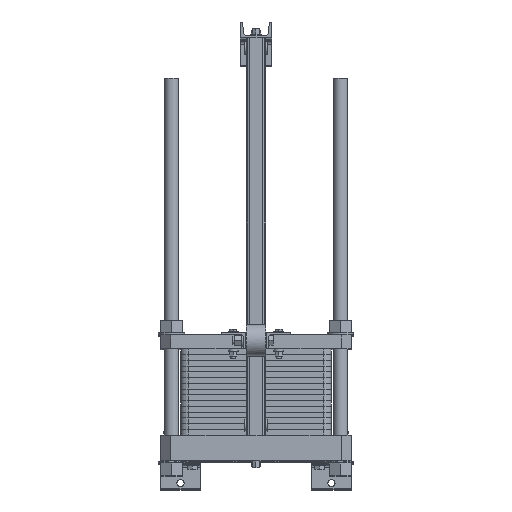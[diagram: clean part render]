
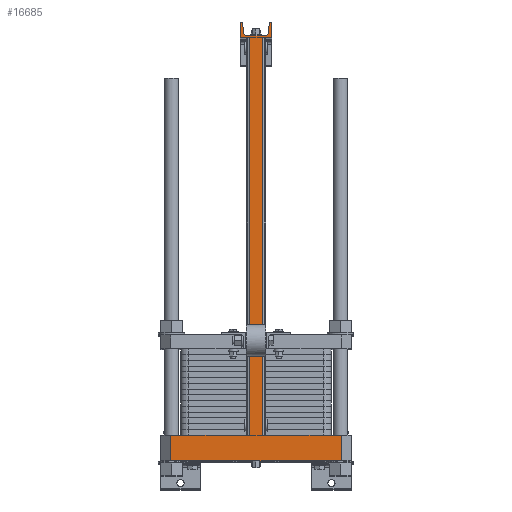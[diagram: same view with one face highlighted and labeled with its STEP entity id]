
A CAD part, top view. The second image highlights one B-rep face of the part: STEP entity #16685.
In plain terms, the highlighted planar face has unit normal (0, 0, 1).
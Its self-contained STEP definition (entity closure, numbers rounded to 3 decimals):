
#1554=LINE('',#24927,#3372);
#1568=LINE('',#25057,#3386);
#1569=LINE('',#25059,#3387);
#1570=LINE('',#25061,#3388);
#1571=LINE('',#25063,#3389);
#1572=LINE('',#25065,#3390);
#1573=LINE('',#25067,#3391);
#1574=LINE('',#25069,#3392);
#1575=LINE('',#25071,#3393);
#1576=LINE('',#25073,#3394);
#1577=LINE('',#25077,#3395);
#1578=LINE('',#25081,#3396);
#1579=LINE('',#25085,#3397);
#1580=LINE('',#25089,#3398);
#1581=LINE('',#25091,#3399);
#1582=LINE('',#25092,#3400);
#3372=VECTOR('',#19465,1.);
#3386=VECTOR('',#19553,10.);
#3387=VECTOR('',#19554,10.);
#3388=VECTOR('',#19555,10.);
#3389=VECTOR('',#19556,10.);
#3390=VECTOR('',#19557,10.);
#3391=VECTOR('',#19558,10.);
#3392=VECTOR('',#19559,10.);
#3393=VECTOR('',#19560,10.);
#3394=VECTOR('',#19561,10.);
#3395=VECTOR('',#19564,10.);
#3396=VECTOR('',#19567,10.);
#3397=VECTOR('',#19570,10.);
#3398=VECTOR('',#19573,10.);
#3399=VECTOR('',#19574,10.);
#3400=VECTOR('',#19575,10.);
#5166=PLANE('',#17640);
#6150=FACE_OUTER_BOUND('',#7043,.T.);
#7043=EDGE_LOOP('',(#12639,#12640,#12641,#12642,#12643,#12644,#12645,#12646,
#12647,#12648,#12649,#12650,#12651,#12652,#12653,#12654,#12655,#12656,#12657,
#12658));
#8237=CIRCLE('',#17641,4.);
#8238=CIRCLE('',#17642,8.);
#8239=CIRCLE('',#17643,8.);
#8240=CIRCLE('',#17644,4.);
#9111=VERTEX_POINT('',#24924);
#9112=VERTEX_POINT('',#24926);
#9143=VERTEX_POINT('',#25056);
#9144=VERTEX_POINT('',#25058);
#9145=VERTEX_POINT('',#25060);
#9146=VERTEX_POINT('',#25062);
#9147=VERTEX_POINT('',#25064);
#9148=VERTEX_POINT('',#25066);
#9149=VERTEX_POINT('',#25068);
#9150=VERTEX_POINT('',#25070);
#9151=VERTEX_POINT('',#25072);
#9152=VERTEX_POINT('',#25074);
#9153=VERTEX_POINT('',#25076);
#9154=VERTEX_POINT('',#25078);
#9155=VERTEX_POINT('',#25080);
#9156=VERTEX_POINT('',#25082);
#9157=VERTEX_POINT('',#25084);
#9158=VERTEX_POINT('',#25086);
#9159=VERTEX_POINT('',#25088);
#9160=VERTEX_POINT('',#25090);
#10523=EDGE_CURVE('',#9112,#9111,#1554,.T.);
#10563=EDGE_CURVE('',#9111,#9143,#1568,.T.);
#10564=EDGE_CURVE('',#9143,#9144,#1569,.T.);
#10565=EDGE_CURVE('',#9145,#9144,#1570,.T.);
#10566=EDGE_CURVE('',#9146,#9145,#1571,.T.);
#10567=EDGE_CURVE('',#9146,#9147,#1572,.T.);
#10568=EDGE_CURVE('',#9147,#9148,#1573,.T.);
#10569=EDGE_CURVE('',#9148,#9149,#1574,.T.);
#10570=EDGE_CURVE('',#9149,#9150,#1575,.T.);
#10571=EDGE_CURVE('',#9150,#9151,#1576,.T.);
#10572=EDGE_CURVE('',#9151,#9152,#8237,.T.);
#10573=EDGE_CURVE('',#9152,#9153,#1577,.T.);
#10574=EDGE_CURVE('',#9153,#9154,#8238,.T.);
#10575=EDGE_CURVE('',#9154,#9155,#1578,.T.);
#10576=EDGE_CURVE('',#9155,#9156,#8239,.T.);
#10577=EDGE_CURVE('',#9156,#9157,#1579,.T.);
#10578=EDGE_CURVE('',#9157,#9158,#8240,.T.);
#10579=EDGE_CURVE('',#9158,#9159,#1580,.T.);
#10580=EDGE_CURVE('',#9159,#9160,#1581,.T.);
#10581=EDGE_CURVE('',#9160,#9112,#1582,.T.);
#12639=ORIENTED_EDGE('',*,*,#10523,.T.);
#12640=ORIENTED_EDGE('',*,*,#10563,.T.);
#12641=ORIENTED_EDGE('',*,*,#10564,.T.);
#12642=ORIENTED_EDGE('',*,*,#10565,.F.);
#12643=ORIENTED_EDGE('',*,*,#10566,.F.);
#12644=ORIENTED_EDGE('',*,*,#10567,.T.);
#12645=ORIENTED_EDGE('',*,*,#10568,.T.);
#12646=ORIENTED_EDGE('',*,*,#10569,.T.);
#12647=ORIENTED_EDGE('',*,*,#10570,.T.);
#12648=ORIENTED_EDGE('',*,*,#10571,.T.);
#12649=ORIENTED_EDGE('',*,*,#10572,.T.);
#12650=ORIENTED_EDGE('',*,*,#10573,.T.);
#12651=ORIENTED_EDGE('',*,*,#10574,.T.);
#12652=ORIENTED_EDGE('',*,*,#10575,.T.);
#12653=ORIENTED_EDGE('',*,*,#10576,.T.);
#12654=ORIENTED_EDGE('',*,*,#10577,.T.);
#12655=ORIENTED_EDGE('',*,*,#10578,.T.);
#12656=ORIENTED_EDGE('',*,*,#10579,.T.);
#12657=ORIENTED_EDGE('',*,*,#10580,.T.);
#12658=ORIENTED_EDGE('',*,*,#10581,.T.);
#16685=ADVANCED_FACE('',(#6150),#5166,.T.);
#17640=AXIS2_PLACEMENT_3D('',#25055,#19551,#19552);
#17641=AXIS2_PLACEMENT_3D('',#25075,#19562,#19563);
#17642=AXIS2_PLACEMENT_3D('',#25079,#19565,#19566);
#17643=AXIS2_PLACEMENT_3D('',#25083,#19568,#19569);
#17644=AXIS2_PLACEMENT_3D('',#25087,#19571,#19572);
#19465=DIRECTION('',(0.,-1.,0.));
#19551=DIRECTION('center_axis',(0.,0.,
1.));
#19552=DIRECTION('ref_axis',(-1.,0.,0.));
#19553=DIRECTION('',(-1.,0.,0.));
#19554=DIRECTION('',(0.,-1.,0.));
#19555=DIRECTION('',(-1.,0.,0.));
#19556=DIRECTION('',(0.,-1.,0.));
#19557=DIRECTION('',(-1.,0.,0.));
#19558=DIRECTION('',(0.,1.,0.));
#19559=DIRECTION('',(1.,0.,0.));
#19560=DIRECTION('',(0.,1.,0.));
#19561=DIRECTION('',(-1.,0.,0.));
#19562=DIRECTION('center_axis',(0.,0.,1.));
#19563=DIRECTION('ref_axis',(0.,1.,0.));
#19564=DIRECTION('',(-0.091,-0.996,0.));
#19565=DIRECTION('center_axis',(0.,0.,-1.));
#19566=DIRECTION('ref_axis',(0.,1.,0.));
#19567=DIRECTION('',(-1.,0.,0.));
#19568=DIRECTION('center_axis',(0.,0.,-1.));
#19569=DIRECTION('ref_axis',(0.996,0.091,0.));
#19570=DIRECTION('',(-0.091,0.996,0.));
#19571=DIRECTION('center_axis',(0.,0.,1.));
#19572=DIRECTION('ref_axis',(0.996,0.091,0.));
#19573=DIRECTION('',(-1.,0.,0.));
#19574=DIRECTION('',(0.,-1.,0.));
#19575=DIRECTION('',(1.,0.,0.));
#24924=CARTESIAN_POINT('',(-16.2,0.,1754.));
#24926=CARTESIAN_POINT('',(-16.2,1000.,1754.));
#24927=CARTESIAN_POINT('',(-16.2,761.,1754.));
#25055=CARTESIAN_POINT('Origin',(215.,0.,1754.));
#25056=CARTESIAN_POINT('',(-215.,0.,1754.));
#25057=CARTESIAN_POINT('',(215.,0.,1754.));
#25058=CARTESIAN_POINT('',(-215.,-65.,1754.));
#25059=CARTESIAN_POINT('',(-215.,0.,1754.));
#25060=CARTESIAN_POINT('',(215.,-65.,1754.));
#25061=CARTESIAN_POINT('',(215.,-65.,1754.));
#25062=CARTESIAN_POINT('',(215.,0.,1754.));
#25063=CARTESIAN_POINT('',(215.,0.,1754.));
#25064=CARTESIAN_POINT('',(16.2,0.,1754.));
#25065=CARTESIAN_POINT('',(215.,0.,1754.));
#25066=CARTESIAN_POINT('',(16.2,1000.,1754.));
#25067=CARTESIAN_POINT('',(16.2,0.,1754.));
#25068=CARTESIAN_POINT('',(40.,1000.,1754.));
#25069=CARTESIAN_POINT('',(-40.,1000.,1754.));
#25070=CARTESIAN_POINT('',(40.,1040.,1754.));
#25071=CARTESIAN_POINT('',(40.,1000.,1754.));
#25072=CARTESIAN_POINT('',(37.45,1040.,1754.));
#25073=CARTESIAN_POINT('',(40.,1040.,1754.));
#25074=CARTESIAN_POINT('',(33.466,1036.366,1754.));
#25075=CARTESIAN_POINT('Origin',(37.45,1036.,1754.));
#25076=CARTESIAN_POINT('',(31.347,1013.269,1754.));
#25077=CARTESIAN_POINT('',(33.466,1036.366,1754.));
#25078=CARTESIAN_POINT('',(23.381,1006.,1754.));
#25079=CARTESIAN_POINT('Origin',(23.381,1014.,1754.));
#25080=CARTESIAN_POINT('',(-23.381,1006.,1754.));
#25081=CARTESIAN_POINT('',(23.381,1006.,1754.));
#25082=CARTESIAN_POINT('',(-31.347,1013.269,1754.));
#25083=CARTESIAN_POINT('Origin',(-23.381,1014.,1754.));
#25084=CARTESIAN_POINT('',(-33.466,1036.366,1754.));
#25085=CARTESIAN_POINT('',(-31.347,1013.269,1754.));
#25086=CARTESIAN_POINT('',(-37.45,1040.,1754.));
#25087=CARTESIAN_POINT('Origin',(-37.45,1036.,1754.));
#25088=CARTESIAN_POINT('',(-40.,1040.,1754.));
#25089=CARTESIAN_POINT('',(-37.45,1040.,1754.));
#25090=CARTESIAN_POINT('',(-40.,1000.,1754.));
#25091=CARTESIAN_POINT('',(-40.,1040.,1754.));
#25092=CARTESIAN_POINT('',(-40.,1000.,1754.));
